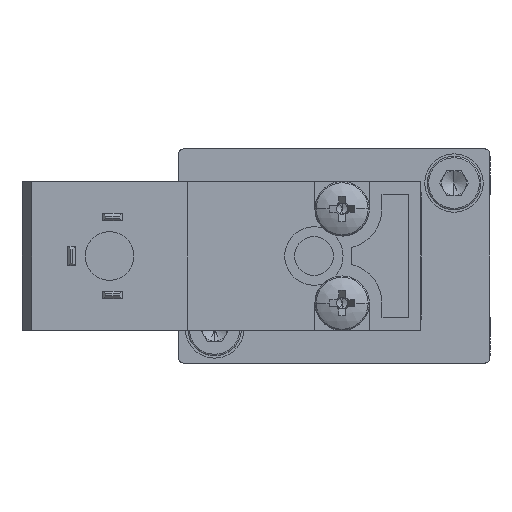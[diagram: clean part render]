
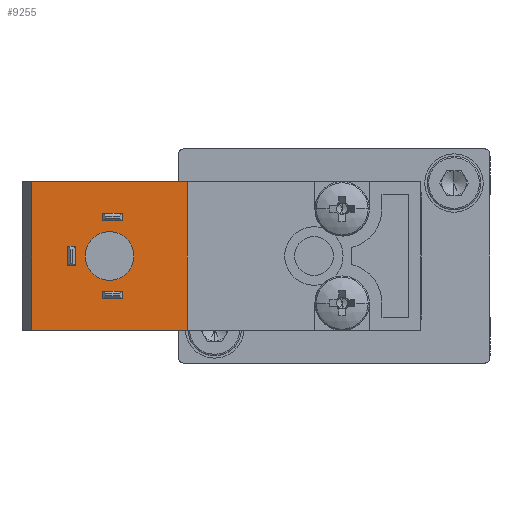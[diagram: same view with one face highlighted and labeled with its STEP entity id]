
A CAD part, left-side view. The second image highlights one B-rep face of the part: STEP entity #9255.
In plain terms, the highlighted planar face has unit normal (-1, 0, 0).
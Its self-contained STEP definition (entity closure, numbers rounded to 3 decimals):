
#77 = CARTESIAN_POINT ( 'NONE',  ( -65.65, 39.6, 15.4 ) ) ;
#95 = EDGE_LOOP ( 'NONE', ( #4038, #2360, #8163, #1550 ) ) ;
#182 = EDGE_CURVE ( 'NONE', #12055, #8514, #1598, .T. ) ;
#349 = VERTEX_POINT ( 'NONE', #4372 ) ;
#351 = DIRECTION ( 'NONE',  ( 0., 1., 0. ) ) ;
#360 = CARTESIAN_POINT ( 'NONE',  ( -65.65, 39.8, 14.6 ) ) ;
#422 = DIRECTION ( 'NONE',  ( 0., 1., 0. ) ) ;
#450 = LINE ( 'NONE', #5686, #12835 ) ;
#535 = VERTEX_POINT ( 'NONE', #10783 ) ;
#627 = VECTOR ( 'NONE', #8530, 1000. ) ;
#746 = VERTEX_POINT ( 'NONE', #1770 ) ;
#763 = DIRECTION ( 'NONE',  ( -1., 0., 0. ) ) ;
#856 = VECTOR ( 'NONE', #8414, 1000. ) ;
#901 = CARTESIAN_POINT ( 'NONE',  ( -65.65, 31.1, 11. ) ) ;
#973 = EDGE_CURVE ( 'NONE', #4265, #9409, #1175, .T. ) ;
#1144 = VECTOR ( 'NONE', #14530, 1000. ) ;
#1175 = LINE ( 'NONE', #77, #627 ) ;
#1207 = FACE_BOUND ( 'NONE', #95, .T. ) ;
#1291 = VECTOR ( 'NONE', #4153, 1000. ) ;
#1327 = ORIENTED_EDGE ( 'NONE', *, *, #4134, .T. ) ;
#1404 = FACE_OUTER_BOUND ( 'NONE', #10557, .T. ) ;
#1538 = LINE ( 'NONE', #9950, #13905 ) ;
#1550 = ORIENTED_EDGE ( 'NONE', *, *, #973, .T. ) ;
#1572 = CARTESIAN_POINT ( 'NONE',  ( -65.65, 7.1, 3.35 ) ) ;
#1598 = LINE ( 'NONE', #5287, #12657 ) ;
#1673 = LINE ( 'NONE', #4723, #14957 ) ;
#1770 = CARTESIAN_POINT ( 'NONE',  ( -65.65, 42.6, 10. ) ) ;
#1821 = CARTESIAN_POINT ( 'NONE',  ( -65.65, 37.8, 7.4 ) ) ;
#1855 = EDGE_LOOP ( 'NONE', ( #12009, #8931, #15367, #6167 ) ) ;
#1910 = VERTEX_POINT ( 'NONE', #15221 ) ;
#2053 = EDGE_CURVE ( 'NONE', #13260, #9426, #1673, .T. ) ;
#2150 = CARTESIAN_POINT ( 'NONE',  ( -65.65, 39.6, 7.4 ) ) ;
#2152 = CARTESIAN_POINT ( 'NONE',  ( -65.65, 42.6, 12. ) ) ;
#2197 = CARTESIAN_POINT ( 'NONE',  ( -65.65, 39.8, 14.6 ) ) ;
#2223 = DIRECTION ( 'NONE',  ( 0., 0., 1. ) ) ;
#2360 = ORIENTED_EDGE ( 'NONE', *, *, #182, .T. ) ;
#2406 = VECTOR ( 'NONE', #3898, 1000. ) ;
#2620 = VECTOR ( 'NONE', #14039, 1000. ) ;
#3109 = PLANE ( 'NONE',  #10412 ) ;
#3314 = CARTESIAN_POINT ( 'NONE',  ( -65.65, 43.4, 12. ) ) ;
#3406 = DIRECTION ( 'NONE',  ( 0., 0., 1. ) ) ;
#3409 = DIRECTION ( 'NONE',  ( 0., 1., 0. ) ) ;
#3525 = CARTESIAN_POINT ( 'NONE',  ( -65.65, 39.6, 6.6 ) ) ;
#3533 = EDGE_CURVE ( 'NONE', #13260, #746, #7785, .T. ) ;
#3794 = CARTESIAN_POINT ( 'NONE',  ( -65.65, 39.1, 11. ) ) ;
#3898 = DIRECTION ( 'NONE',  ( 0., 1., 0. ) ) ;
#4038 = ORIENTED_EDGE ( 'NONE', *, *, #12849, .F. ) ;
#4134 = EDGE_CURVE ( 'NONE', #7917, #349, #13888, .T. ) ;
#4153 = DIRECTION ( 'NONE',  ( 0., -1., 0. ) ) ;
#4188 = VECTOR ( 'NONE', #5167, 1000. ) ;
#4265 = VERTEX_POINT ( 'NONE', #5319 ) ;
#4270 = CARTESIAN_POINT ( 'NONE',  ( -65.65, 47.1, 3.35 ) ) ;
#4273 = CARTESIAN_POINT ( 'NONE',  ( -65.65, 39.6, 11. ) ) ;
#4372 = CARTESIAN_POINT ( 'NONE',  ( -65.65, 39.1, 13.5 ) ) ;
#4392 = VERTEX_POINT ( 'NONE', #1821 ) ;
#4402 = ORIENTED_EDGE ( 'NONE', *, *, #2053, .F. ) ;
#4436 = CARTESIAN_POINT ( 'NONE',  ( -65.65, 31.1, 18.65 ) ) ;
#4446 = LINE ( 'NONE', #2150, #12865 ) ;
#4667 = EDGE_LOOP ( 'NONE', ( #6242, #7483, #4934, #4402 ) ) ;
#4723 = CARTESIAN_POINT ( 'NONE',  ( -65.65, 43.4, 12. ) ) ;
#4754 = LINE ( 'NONE', #7520, #1144 ) ;
#4934 = ORIENTED_EDGE ( 'NONE', *, *, #10368, .T. ) ;
#4937 = AXIS2_PLACEMENT_3D ( 'NONE', #10623, #14184, #3406 ) ;
#5167 = DIRECTION ( 'NONE',  ( 0., 0., -1. ) ) ;
#5174 = LINE ( 'NONE', #901, #8761 ) ;
#5287 = CARTESIAN_POINT ( 'NONE',  ( -65.65, 39.6, 14.6 ) ) ;
#5319 = CARTESIAN_POINT ( 'NONE',  ( -65.65, 39.8, 15.4 ) ) ;
#5400 = CARTESIAN_POINT ( 'NONE',  ( -65.65, 39.1, 8.5 ) ) ;
#5628 = LINE ( 'NONE', #3525, #2406 ) ;
#5686 = CARTESIAN_POINT ( 'NONE',  ( -65.65, 47.1, 7.175 ) ) ;
#5920 = CARTESIAN_POINT ( 'NONE',  ( -65.65, 43.4, 11. ) ) ;
#6013 = EDGE_CURVE ( 'NONE', #4265, #8514, #13721, .T. ) ;
#6021 = LINE ( 'NONE', #8996, #1291 ) ;
#6167 = ORIENTED_EDGE ( 'NONE', *, *, #14852, .T. ) ;
#6196 = EDGE_CURVE ( 'NONE', #349, #7917, #15187, .T. ) ;
#6239 = EDGE_CURVE ( 'NONE', #14099, #4392, #13702, .T. ) ;
#6242 = ORIENTED_EDGE ( 'NONE', *, *, #3533, .T. ) ;
#6265 = VERTEX_POINT ( 'NONE', #10822 ) ;
#6282 = DIRECTION ( 'NONE',  ( 0., 0., -1. ) ) ;
#7248 = EDGE_CURVE ( 'NONE', #6265, #11426, #8282, .T. ) ;
#7274 = FACE_BOUND ( 'NONE', #1855, .T. ) ;
#7483 = ORIENTED_EDGE ( 'NONE', *, *, #14059, .F. ) ;
#7520 = CARTESIAN_POINT ( 'NONE',  ( -65.65, 37.8, 15.4 ) ) ;
#7785 = LINE ( 'NONE', #11130, #15016 ) ;
#7917 = VERTEX_POINT ( 'NONE', #5400 ) ;
#8098 = VERTEX_POINT ( 'NONE', #4436 ) ;
#8126 = LINE ( 'NONE', #9355, #2620 ) ;
#8163 = ORIENTED_EDGE ( 'NONE', *, *, #6013, .F. ) ;
#8282 = LINE ( 'NONE', #1572, #9412 ) ;
#8388 = ORIENTED_EDGE ( 'NONE', *, *, #7248, .F. ) ;
#8414 = DIRECTION ( 'NONE',  ( 0., 0., 1. ) ) ;
#8514 = VERTEX_POINT ( 'NONE', #2197 ) ;
#8530 = DIRECTION ( 'NONE',  ( 0., -1., 0. ) ) ;
#8539 = ORIENTED_EDGE ( 'NONE', *, *, #13584, .T. ) ;
#8694 = DIRECTION ( 'NONE',  ( 0., 0., -1. ) ) ;
#8761 = VECTOR ( 'NONE', #2223, 1000. ) ;
#8822 = LINE ( 'NONE', #5920, #856 ) ;
#8931 = ORIENTED_EDGE ( 'NONE', *, *, #14517, .T. ) ;
#8941 = CARTESIAN_POINT ( 'NONE',  ( -65.65, 37.8, 6.6 ) ) ;
#8963 = FACE_BOUND ( 'NONE', #4667, .T. ) ;
#8996 = CARTESIAN_POINT ( 'NONE',  ( -65.65, 42.6, 10. ) ) ;
#9092 = CARTESIAN_POINT ( 'NONE',  ( -65.65, 39.8, 6.6 ) ) ;
#9255 = ADVANCED_FACE ( 'NONE', ( #1207, #7274, #8963, #12105, #1404 ), #3109, .T. ) ;
#9263 = CARTESIAN_POINT ( 'NONE',  ( -65.65, 37.8, 7.4 ) ) ;
#9355 = CARTESIAN_POINT ( 'NONE',  ( -65.65, 39.6, 18.65 ) ) ;
#9409 = VERTEX_POINT ( 'NONE', #14148 ) ;
#9412 = VECTOR ( 'NONE', #351, 1000. ) ;
#9426 = VERTEX_POINT ( 'NONE', #3314 ) ;
#9493 = ORIENTED_EDGE ( 'NONE', *, *, #11938, .T. ) ;
#9789 = CARTESIAN_POINT ( 'NONE',  ( -65.65, 37.8, 14.6 ) ) ;
#9950 = CARTESIAN_POINT ( 'NONE',  ( -65.65, 39.8, 6.6 ) ) ;
#10272 = DIRECTION ( 'NONE',  ( 0., 0., 1. ) ) ;
#10351 = VERTEX_POINT ( 'NONE', #13019 ) ;
#10363 = VECTOR ( 'NONE', #10720, 1000. ) ;
#10368 = EDGE_CURVE ( 'NONE', #535, #9426, #8822, .T. ) ;
#10412 = AXIS2_PLACEMENT_3D ( 'NONE', #4273, #763, #10272 ) ;
#10422 = DIRECTION ( 'NONE',  ( 0., 0., 1. ) ) ;
#10557 = EDGE_LOOP ( 'NONE', ( #9493, #8539, #12676, #8388 ) ) ;
#10623 = CARTESIAN_POINT ( 'NONE',  ( -65.65, 39.1, 11. ) ) ;
#10720 = DIRECTION ( 'NONE',  ( 0., 0., 1. ) ) ;
#10783 = CARTESIAN_POINT ( 'NONE',  ( -65.65, 43.4, 10. ) ) ;
#10822 = CARTESIAN_POINT ( 'NONE',  ( -65.65, 31.1, 3.35 ) ) ;
#11090 = AXIS2_PLACEMENT_3D ( 'NONE', #3794, #14658, #12166 ) ;
#11130 = CARTESIAN_POINT ( 'NONE',  ( -65.65, 42.6, 11. ) ) ;
#11426 = VERTEX_POINT ( 'NONE', #4270 ) ;
#11607 = EDGE_CURVE ( 'NONE', #11426, #1910, #450, .T. ) ;
#11938 = EDGE_CURVE ( 'NONE', #6265, #8098, #5174, .T. ) ;
#12009 = ORIENTED_EDGE ( 'NONE', *, *, #6239, .F. ) ;
#12055 = VERTEX_POINT ( 'NONE', #9789 ) ;
#12105 = FACE_BOUND ( 'NONE', #12370, .T. ) ;
#12166 = DIRECTION ( 'NONE',  ( 0., 0., 1. ) ) ;
#12370 = EDGE_LOOP ( 'NONE', ( #15274, #1327 ) ) ;
#12492 = VERTEX_POINT ( 'NONE', #9092 ) ;
#12657 = VECTOR ( 'NONE', #422, 1000. ) ;
#12676 = ORIENTED_EDGE ( 'NONE', *, *, #11607, .F. ) ;
#12835 = VECTOR ( 'NONE', #10422, 1000. ) ;
#12849 = EDGE_CURVE ( 'NONE', #12055, #9409, #4754, .T. ) ;
#12865 = VECTOR ( 'NONE', #13114, 1000. ) ;
#12942 = EDGE_CURVE ( 'NONE', #10351, #12492, #1538, .T. ) ;
#13019 = CARTESIAN_POINT ( 'NONE',  ( -65.65, 39.8, 7.4 ) ) ;
#13114 = DIRECTION ( 'NONE',  ( 0., -1., 0. ) ) ;
#13260 = VERTEX_POINT ( 'NONE', #2152 ) ;
#13584 = EDGE_CURVE ( 'NONE', #8098, #1910, #8126, .T. ) ;
#13702 = LINE ( 'NONE', #9263, #10363 ) ;
#13721 = LINE ( 'NONE', #360, #4188 ) ;
#13888 = CIRCLE ( 'NONE', #11090, 2.5 ) ;
#13905 = VECTOR ( 'NONE', #6282, 1000. ) ;
#14039 = DIRECTION ( 'NONE',  ( 0., 1., 0. ) ) ;
#14059 = EDGE_CURVE ( 'NONE', #535, #746, #6021, .T. ) ;
#14099 = VERTEX_POINT ( 'NONE', #8941 ) ;
#14148 = CARTESIAN_POINT ( 'NONE',  ( -65.65, 37.8, 15.4 ) ) ;
#14184 = DIRECTION ( 'NONE',  ( 1., 0., 0. ) ) ;
#14517 = EDGE_CURVE ( 'NONE', #14099, #12492, #5628, .T. ) ;
#14530 = DIRECTION ( 'NONE',  ( 0., 0., 1. ) ) ;
#14658 = DIRECTION ( 'NONE',  ( 1., 0., 0. ) ) ;
#14852 = EDGE_CURVE ( 'NONE', #10351, #4392, #4446, .T. ) ;
#14957 = VECTOR ( 'NONE', #3409, 1000. ) ;
#15016 = VECTOR ( 'NONE', #8694, 1000. ) ;
#15187 = CIRCLE ( 'NONE', #4937, 2.5 ) ;
#15221 = CARTESIAN_POINT ( 'NONE',  ( -65.65, 47.1, 18.65 ) ) ;
#15274 = ORIENTED_EDGE ( 'NONE', *, *, #6196, .T. ) ;
#15367 = ORIENTED_EDGE ( 'NONE', *, *, #12942, .F. ) ;
